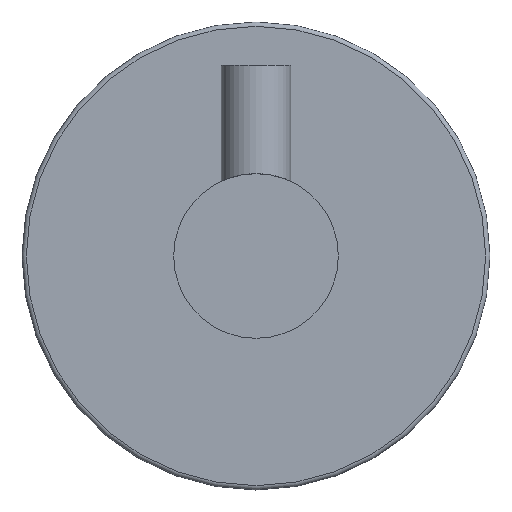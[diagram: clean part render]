
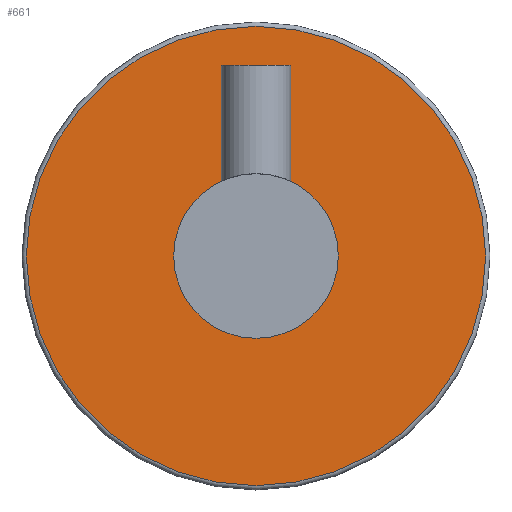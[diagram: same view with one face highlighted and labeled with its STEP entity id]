
A CAD part, front view. The second image highlights one B-rep face of the part: STEP entity #661.
In plain terms, the highlighted face is planar.
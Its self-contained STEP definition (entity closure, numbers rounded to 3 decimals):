
#76=PLANE('',#803);
#214=FACE_OUTER_BOUND('',#256,.T.);
#256=EDGE_LOOP('',(#491));
#302=CIRCLE('',#797,26.5);
#335=VERTEX_POINT('',#1125);
#393=EDGE_CURVE('',#335,#335,#302,.T.);
#491=ORIENTED_EDGE('',*,*,#393,.T.);
#661=ADVANCED_FACE('',(#214),#76,.T.);
#797=AXIS2_PLACEMENT_3D('',#1126,#892,#893);
#803=AXIS2_PLACEMENT_3D('',#1136,#905,#906);
#892=DIRECTION('center_axis',(0.,0.,
1.));
#893=DIRECTION('ref_axis',(1.,0.,0.));
#905=DIRECTION('center_axis',(0.,0.,
1.));
#906=DIRECTION('ref_axis',(1.,0.,0.));
#1125=CARTESIAN_POINT('',(-26.5,0.,10.));
#1126=CARTESIAN_POINT('Origin',(0.,0.,
10.));
#1136=CARTESIAN_POINT('Origin',(0.,0.,
10.));
